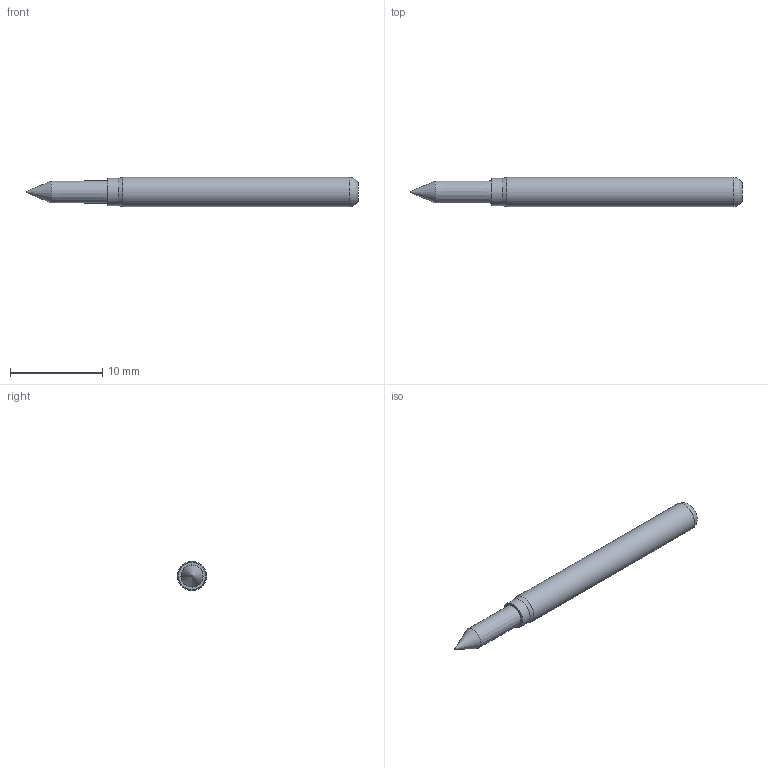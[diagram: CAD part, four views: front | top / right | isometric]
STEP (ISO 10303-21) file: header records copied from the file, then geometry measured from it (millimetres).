
FILE_DESCRIPTION (( 'STEP AP214' ), '1' );
FILE_NAME ('187-PR_2541_.STEP', '2018-08-01T17:02:26', ( '' ), ( '' ), 'SwSTEP 2.0', 'SolidWorks 2017', '' );
FILE_SCHEMA (( 'AUTOMOTIVE_DESIGN' ));
Length unit declared in the file: inch
Products named in the file (1): 187-PR_2541_
Bounding box: 36.07 x 3.16 x 3.16 mm (x, y, z)
Volume: 242.6 mm3; surface area: 333.4 mm2
Topology: 1 solids, 1 shells, 9 faces, 17 edges, 11 vertices
Faces by surface type: plane 3, cone 3, cylinder 2, torus 1
Full cylindrical faces by diameter (mm): 2.946 x1, 3.162 x1
Entity records: 331 total; most frequent: DIRECTION 36, CARTESIAN_POINT 26, AXIS2_PLACEMENT_3D 18, EDGE_LOOP 16, ORIENTED_EDGE 16, UNCERTAINTY_MEASURE_WITH_UNIT 12, DIMENSIONAL_EXPONENTS 12, FACE_OUTER_BOUND 12
